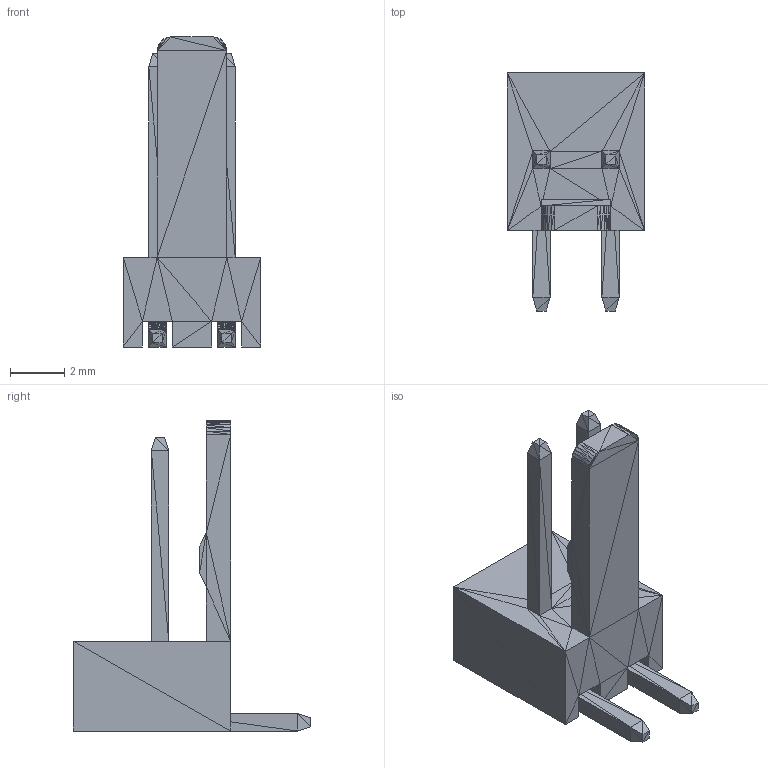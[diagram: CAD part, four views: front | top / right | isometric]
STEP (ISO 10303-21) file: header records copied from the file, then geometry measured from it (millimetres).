
FILE_DESCRIPTION(('FreeCAD Model'),'2;1');
FILE_NAME('KF2510R-2.step','2019-09-07T15:34:43',( 'Author'),(''),'Open CASCADE STEP processor 7.2','FreeCAD','Unknown' );
FILE_SCHEMA(('AUTOMOTIVE_DESIGN { 1 0 10303 214 1 1 1 1 }'));
Length unit declared in the file: millimetre
Products named in the file (1): KF2510001
Bounding box: 5.06 x 8.75 x 11.4 mm (x, y, z)
Surface area: 271.2 mm2 (no closed solid volume)
Topology: 0 solids, 1 shells, 376 faces, 564 edges, 190 vertices
Faces by surface type: plane 376
Entity records: 14133 total; most frequent: CARTESIAN_POINT 2823, DIRECTION 1882, ORIENTED_EDGE 1128, LINE 1128, VECTOR 1128, PCURVE 1128, DEFINITIONAL_REPRESENTATION 1128, EDGE_CURVE 564
